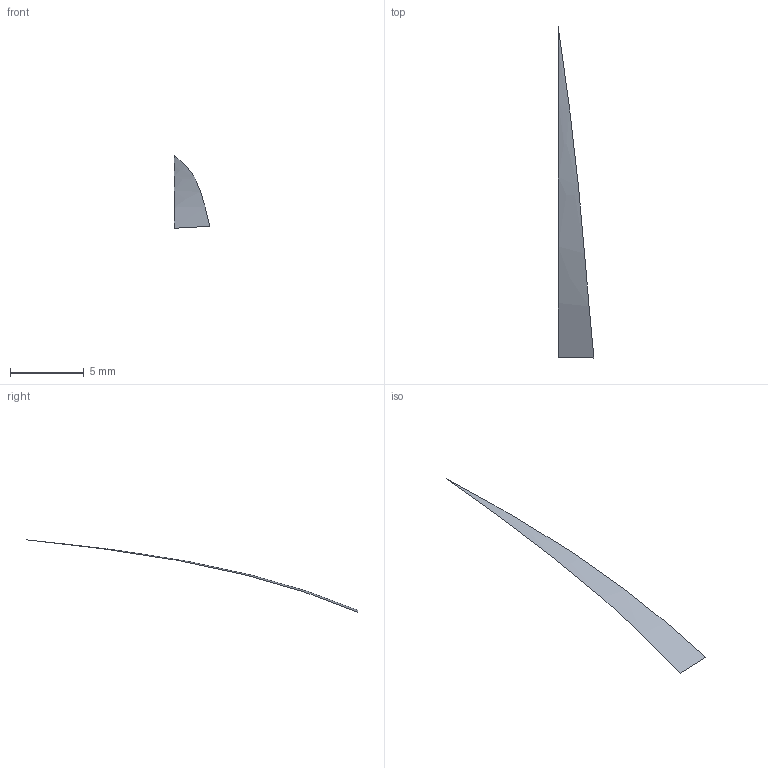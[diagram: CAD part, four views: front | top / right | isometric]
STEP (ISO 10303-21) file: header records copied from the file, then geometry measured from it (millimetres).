
FILE_DESCRIPTION(/* description */ (''),/* implementation_level */ '2;1');
FILE_NAME(/* name */ 'model1_1.stp',/* time_stamp */ '2022-11-18T09:52:58+01:00',/* author */ (''),/* organization */ (''),/* preprocessor_version */ 'ST-DEVELOPER v18.1',/* originating_system */ 'SIEMENS PLM Software NX 1988',/* authorisation */ '');
FILE_SCHEMA (('AUTOMOTIVE_DESIGN { 1 0 10303 214 3 1 1 1 }'));
Length unit declared in the file: millimetre
Products named in the file (1): robe4540B7E9jcgv
Bounding box: 2.42 x 22.48 x 4.91 mm (x, y, z)
Surface area: 31.2 mm2 (no closed solid volume)
Topology: 0 solids, 1 shells, 1 faces, 5 edges, 4 vertices
Faces by surface type: bspline 1
Entity records: 152 total; most frequent: CARTESIAN_POINT 93, ORIENTED_EDGE 4, VERTEX_POINT 4, EDGE_CURVE 4, B_SPLINE_CURVE_WITH_KNOTS 4, PROPERTY_DEFINITION_REPRESENTATION 2, REPRESENTATION 2, PROPERTY_DEFINITION 2
